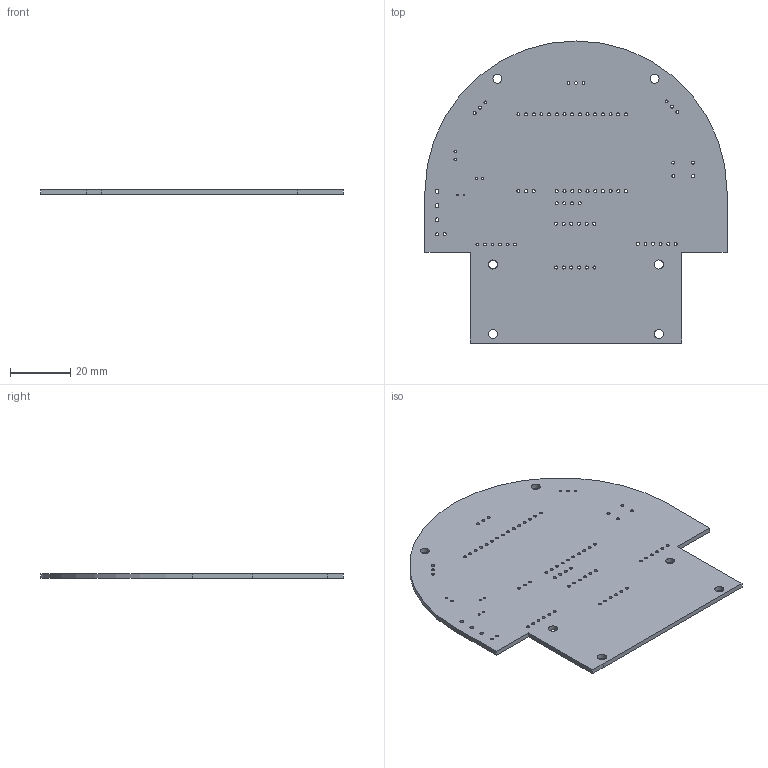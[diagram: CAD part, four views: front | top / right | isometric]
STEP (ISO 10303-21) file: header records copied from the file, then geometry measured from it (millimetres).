
FILE_DESCRIPTION(('KiCad electronic assembly'),'2;1');
FILE_NAME('lab_V3.step','2022-10-11T12:20:44',('Pcbnew'),('Kicad'), 'Open CASCADE STEP processor 7.6','KiCad to STEP converter','Unknown' );
FILE_SCHEMA(('AUTOMOTIVE_DESIGN { 1 0 10303 214 1 1 1 1 }'));
Length unit declared in the file: millimetre
Products named in the file (2): lab_V3 1; lab_V3 PCB
Assembly tree (1 placements, depth 2):
  lab_V3 1
    lab_V3 PCB
Bounding box: 100 x 100 x 1.6 mm (x, y, z)
Volume: 12678.7 mm3; surface area: 16902.4 mm2
Topology: 1 solids, 1 shells, 98 faces, 288 edges, 192 vertices
Faces by surface type: cylinder 87, plane 11
Full cylindrical faces by diameter (mm): 0.65 x4, 0.8 x2, 0.95 x21, 1 x46, 1.016 x4, 1.27 x3, 3 x6
Entity records: 8023 total; most frequent: CARTESIAN_POINT 2200, DIRECTION 1064, ORIENTED_EDGE 576, PCURVE 576, DEFINITIONAL_REPRESENTATION 576, LINE 516, VECTOR 516, EDGE_CURVE 288
